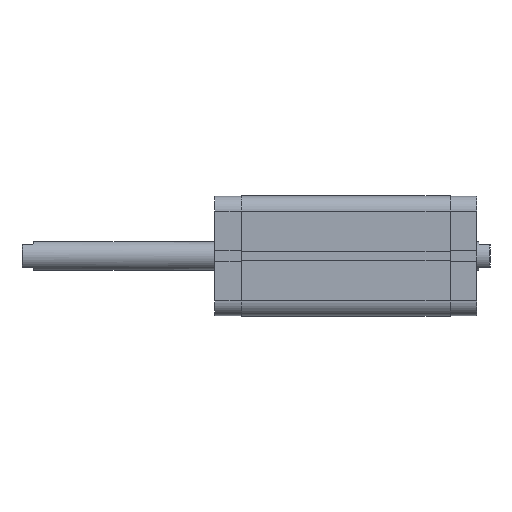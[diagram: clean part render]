
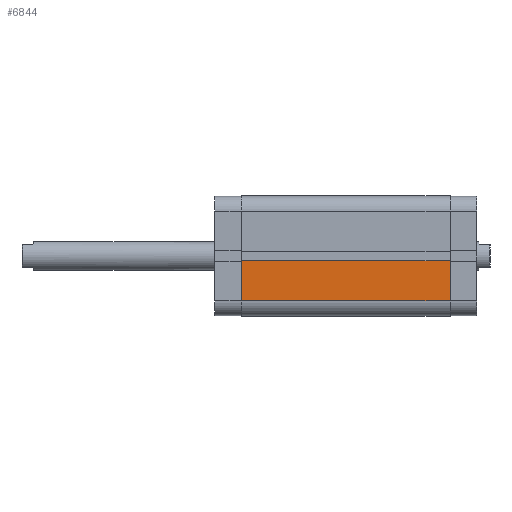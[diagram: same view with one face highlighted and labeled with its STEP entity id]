
A CAD part, front view. The second image highlights one B-rep face of the part: STEP entity #6844.
In plain terms, the highlighted planar face has unit normal (0, -1, 0).
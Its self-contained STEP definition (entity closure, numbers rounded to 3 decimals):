
#302 = ORIENTED_EDGE ( 'NONE', *, *, #2292, .T. ) ;
#306 = ORIENTED_EDGE ( 'NONE', *, *, #2288, .T. ) ;
#369 = ORIENTED_EDGE ( 'NONE', *, *, #2291, .F. ) ;
#383 = ORIENTED_EDGE ( 'NONE', *, *, #2287, .F. ) ;
#904 = PLANE ( 'NONE',  #2768 ) ;
#907 = CARTESIAN_POINT ( 'NONE',  ( 0., -33.5, 116.5 ) ) ;
#913 = DIRECTION ( 'NONE',  ( 0., 1., 0. ) ) ;
#914 = DIRECTION ( 'NONE',  ( 0., 0., 1. ) ) ;
#1855 = EDGE_LOOP ( 'NONE', ( #302, #369, #383, #306 ) ) ;
#2287 = EDGE_CURVE ( 'NONE', #6489, #6491, #5976, .T. ) ;
#2288 = EDGE_CURVE ( 'NONE', #6489, #6488, #5978, .T. ) ;
#2291 = EDGE_CURVE ( 'NONE', #6491, #6490, #5984, .T. ) ;
#2292 = EDGE_CURVE ( 'NONE', #6488, #6490, #5982, .T. ) ;
#2768 = AXIS2_PLACEMENT_3D ( 'NONE', #907, #913, #914 ) ;
#3260 = FACE_OUTER_BOUND ( 'NONE', #1855, .T. ) ;
#4214 = CARTESIAN_POINT ( 'NONE',  ( 0., -33.5, 116.5 ) ) ;
#4215 = DIRECTION ( 'NONE',  ( 1., 0., 0. ) ) ;
#4216 = CARTESIAN_POINT ( 'NONE',  ( 0., -33.5, 0. ) ) ;
#4217 = CARTESIAN_POINT ( 'NONE',  ( -25., -33.5, 116.5 ) ) ;
#4218 = DIRECTION ( 'NONE',  ( 0., 0., -1. ) ) ;
#4224 = CARTESIAN_POINT ( 'NONE',  ( -2.6, -33.5, 116.5 ) ) ;
#4225 = DIRECTION ( 'NONE',  ( 0., 0., -1. ) ) ;
#4227 = DIRECTION ( 'NONE',  ( 1., 0., 0. ) ) ;
#4836 = CARTESIAN_POINT ( 'NONE',  ( -25., -33.5, 0. ) ) ;
#4837 = CARTESIAN_POINT ( 'NONE',  ( -25., -33.5, 116.5 ) ) ;
#4838 = CARTESIAN_POINT ( 'NONE',  ( -2.6, -33.5, 0. ) ) ;
#4839 = CARTESIAN_POINT ( 'NONE',  ( -2.6, -33.5, 116.5 ) ) ;
#5976 = LINE ( 'NONE', #4214, #5977 ) ;
#5977 = VECTOR ( 'NONE', #4215, 1000. ) ;
#5978 = LINE ( 'NONE', #4217, #5979 ) ;
#5979 = VECTOR ( 'NONE', #4218, 1000. ) ;
#5982 = LINE ( 'NONE', #4216, #5986 ) ;
#5984 = LINE ( 'NONE', #4224, #5985 ) ;
#5985 = VECTOR ( 'NONE', #4225, 1000. ) ;
#5986 = VECTOR ( 'NONE', #4227, 1000. ) ;
#6488 = VERTEX_POINT ( 'NONE', #4836 ) ;
#6489 = VERTEX_POINT ( 'NONE', #4837 ) ;
#6490 = VERTEX_POINT ( 'NONE', #4838 ) ;
#6491 = VERTEX_POINT ( 'NONE', #4839 ) ;
#6844 = ADVANCED_FACE ( 'NONE', ( #3260 ), #904, .F. ) ;
